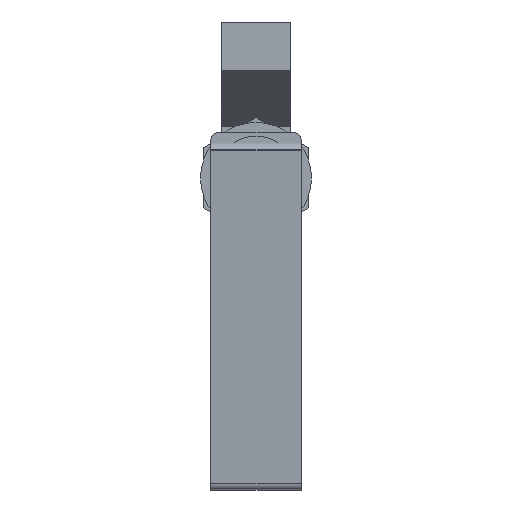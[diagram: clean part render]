
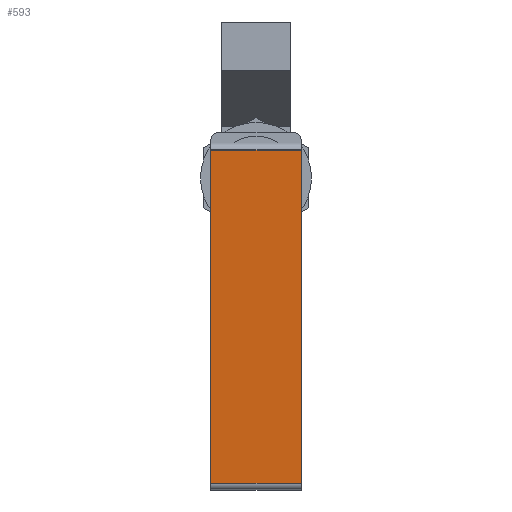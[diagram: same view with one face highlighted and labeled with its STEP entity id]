
A CAD part, top view. The second image highlights one B-rep face of the part: STEP entity #593.
In plain terms, the highlighted face is planar.
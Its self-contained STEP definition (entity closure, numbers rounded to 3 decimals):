
#470 = EDGE_CURVE ( 'NONE', #495, #521, #1982, .T. ) ;
#495 = VERTEX_POINT ( 'NONE', #2096 ) ;
#521 = VERTEX_POINT ( 'NONE', #2004 ) ;
#593 = ADVANCED_FACE ( 'NONE', ( #2261 ), #2266, .F. ) ;
#619 = EDGE_CURVE ( 'NONE', #635, #776, #2193, .T. ) ;
#632 = ORIENTED_EDGE ( 'NONE', *, *, #470, .T. ) ;
#633 = ORIENTED_EDGE ( 'NONE', *, *, #634, .T. ) ;
#634 = EDGE_CURVE ( 'NONE', #521, #635, #2260, .T. ) ;
#635 = VERTEX_POINT ( 'NONE', #2256 ) ;
#636 = ORIENTED_EDGE ( 'NONE', *, *, #619, .T. ) ;
#772 = EDGE_LOOP ( 'NONE', ( #773, #632, #633, #636 ) ) ;
#773 = ORIENTED_EDGE ( 'NONE', *, *, #774, .F. ) ;
#774 = EDGE_CURVE ( 'NONE', #495, #776, #2668, .T. ) ;
#776 = VERTEX_POINT ( 'NONE', #2589 ) ;
#1981 = CARTESIAN_POINT ( 'NONE',  ( -25.85, 7.86, 13. ) ) ;
#1982 = LINE ( 'NONE', #1981, #2021 ) ;
#2004 = CARTESIAN_POINT ( 'NONE',  ( -25.85, 7.86, -13. ) ) ;
#2020 = DIRECTION ( 'NONE',  ( 0., 0., -1. ) ) ;
#2021 = VECTOR ( 'NONE', #2020, 1000. ) ;
#2096 = CARTESIAN_POINT ( 'NONE',  ( -25.85, 7.86, 13. ) ) ;
#2179 = DIRECTION ( 'NONE',  ( -0.07, 0.998, 0. ) ) ;
#2180 = DIRECTION ( 'NONE',  ( 0.998, 0.07, 0. ) ) ;
#2181 = CARTESIAN_POINT ( 'NONE',  ( -26., 10., 13. ) ) ;
#2182 = AXIS2_PLACEMENT_3D ( 'NONE', #2181, #2180, #2179 ) ;
#2190 = DIRECTION ( 'NONE',  ( 0., 0., 1. ) ) ;
#2191 = VECTOR ( 'NONE', #2190, 1000. ) ;
#2192 = CARTESIAN_POINT ( 'NONE',  ( -19.13, -88.14, 13. ) ) ;
#2193 = LINE ( 'NONE', #2192, #2191 ) ;
#2256 = CARTESIAN_POINT ( 'NONE',  ( -19.13, -88.14, -13. ) ) ;
#2257 = DIRECTION ( 'NONE',  ( 0.07, -0.998, 0. ) ) ;
#2258 = VECTOR ( 'NONE', #2257, 1000. ) ;
#2259 = CARTESIAN_POINT ( 'NONE',  ( -26., 10., -13. ) ) ;
#2260 = LINE ( 'NONE', #2259, #2258 ) ;
#2261 = FACE_OUTER_BOUND ( 'NONE', #772, .T. ) ;
#2266 = PLANE ( 'NONE',  #2182 ) ;
#2589 = CARTESIAN_POINT ( 'NONE',  ( -19.13, -88.14, 13. ) ) ;
#2665 = DIRECTION ( 'NONE',  ( 0.07, -0.998, 0. ) ) ;
#2666 = VECTOR ( 'NONE', #2665, 1000. ) ;
#2667 = CARTESIAN_POINT ( 'NONE',  ( -26., 10., 13. ) ) ;
#2668 = LINE ( 'NONE', #2667, #2666 ) ;
